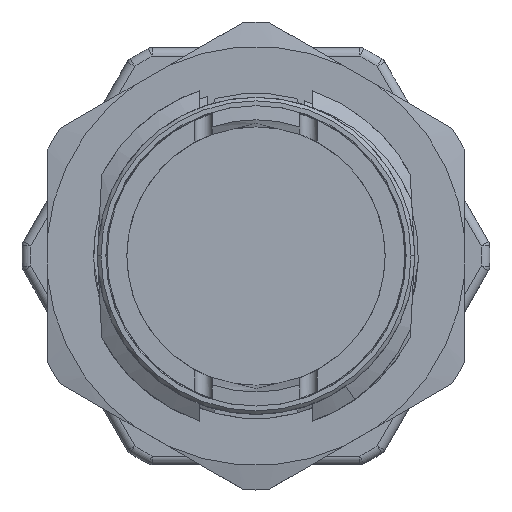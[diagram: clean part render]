
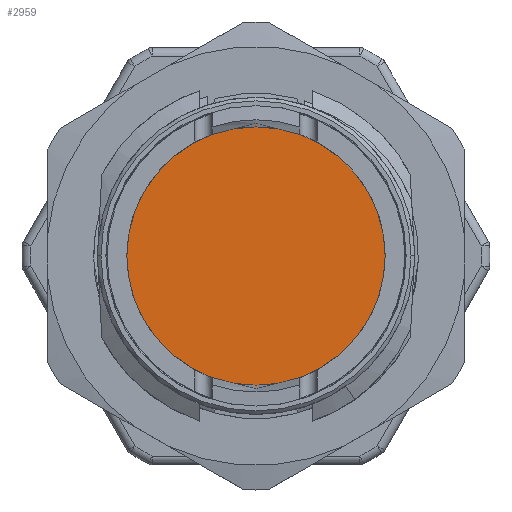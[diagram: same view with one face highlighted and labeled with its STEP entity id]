
A CAD part, top view. The second image highlights one B-rep face of the part: STEP entity #2959.
In plain terms, the highlighted planar face has unit normal (0, 0, 1).
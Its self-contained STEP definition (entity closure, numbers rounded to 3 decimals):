
#2959=ADVANCED_FACE('',(#3866),#3647,.T.);
#3647=PLANE('',#13768);
#3866=FACE_OUTER_BOUND('',#4589,.T.);
#4589=EDGE_LOOP('',(#5590,#5591));
#5590=ORIENTED_EDGE('',*,*,#11155,.T.);
#5591=ORIENTED_EDGE('',*,*,#11156,.T.);
#9687=VERTEX_POINT('',#18483);
#9688=VERTEX_POINT('',#18484);
#11155=EDGE_CURVE('',#9687,#9688,#13185,.T.);
#11156=EDGE_CURVE('',#9688,#9687,#13186,.T.);
#13185=CIRCLE('',#13766,7.4);
#13186=CIRCLE('',#13767,7.4);
#13766=AXIS2_PLACEMENT_3D('',#18482,#15219,#15220);
#13767=AXIS2_PLACEMENT_3D('',#18485,#15221,#15222);
#13768=AXIS2_PLACEMENT_3D('',#18486,#15223,#15224);
#15219=DIRECTION('',(0.,0.,1.));
#15220=DIRECTION('',(-1.,0.,0.));
#15221=DIRECTION('',(0.,0.,1.));
#15222=DIRECTION('',(1.,0.,0.));
#15223=DIRECTION('',(0.,0.,1.));
#15224=DIRECTION('',(-1.,0.,0.));
#18482=CARTESIAN_POINT('',(0.,0.,18.65));
#18483=CARTESIAN_POINT('',(-7.4,0.,18.65));
#18484=CARTESIAN_POINT('',(7.4,0.,18.65));
#18485=CARTESIAN_POINT('',(0.,0.,18.65));
#18486=CARTESIAN_POINT('',(0.,0.,18.65));
